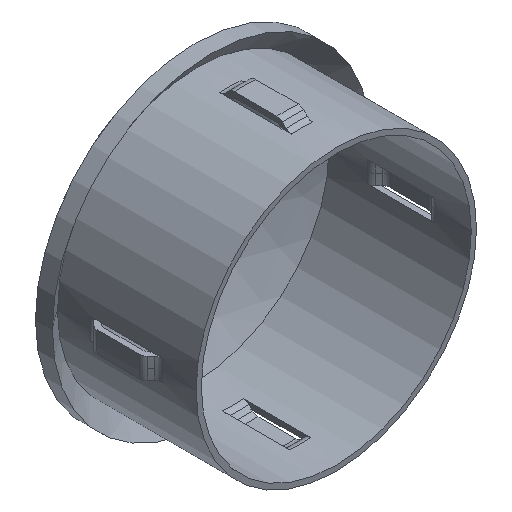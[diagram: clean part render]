
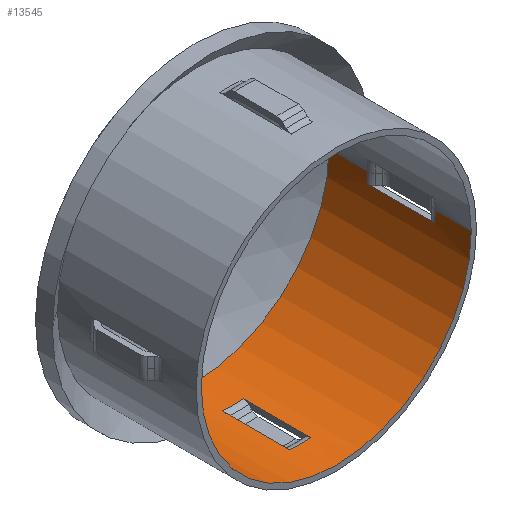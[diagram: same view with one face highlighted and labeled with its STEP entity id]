
A CAD part, isometric view. The second image highlights one B-rep face of the part: STEP entity #13545.
In plain terms, the highlighted cylindrical face has radius 25.5 mm (diameter 51 mm), a partial arc.
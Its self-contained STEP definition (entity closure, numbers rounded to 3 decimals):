
#103 = ORIENTED_EDGE ( 'NONE', *, *, #6443, .F. ) ;
#441 = CARTESIAN_POINT ( 'NONE',  ( 0., 26.875, 0. ) ) ;
#1067 = VECTOR ( 'NONE', #2085, 1000. ) ;
#1133 = EDGE_CURVE ( 'NONE', #8984, #9203, #8282, .T. ) ;
#1262 = DIRECTION ( 'NONE',  ( 0., -1., 0. ) ) ;
#1315 = VERTEX_POINT ( 'NONE', #8346 ) ;
#1330 = VERTEX_POINT ( 'NONE', #10792 ) ;
#1380 = AXIS2_PLACEMENT_3D ( 'NONE', #4170, #13992, #9791 ) ;
#1391 = DIRECTION ( 'NONE',  ( 0., -1., 0. ) ) ;
#1483 = ORIENTED_EDGE ( 'NONE', *, *, #2245, .T. ) ;
#1751 = EDGE_CURVE ( 'NONE', #1315, #7240, #6194, .T. ) ;
#1761 = LINE ( 'NONE', #6463, #1067 ) ;
#1913 = CARTESIAN_POINT ( 'NONE',  ( 0., 19.586, 0. ) ) ;
#1945 = CIRCLE ( 'NONE', #10013, 25.5 ) ;
#1979 = EDGE_CURVE ( 'NONE', #10433, #4960, #11145, .T. ) ;
#2054 = VECTOR ( 'NONE', #1391, 1000. ) ;
#2085 = DIRECTION ( 'NONE',  ( 0., -1., 0. ) ) ;
#2245 = EDGE_CURVE ( 'NONE', #10433, #13191, #13162, .T. ) ;
#2564 = AXIS2_PLACEMENT_3D ( 'NONE', #4182, #13907, #6278 ) ;
#2579 = DIRECTION ( 'NONE',  ( 0., -1., 0. ) ) ;
#2664 = VECTOR ( 'NONE', #9121, 1000. ) ;
#2716 = CARTESIAN_POINT ( 'NONE',  ( -2., 20., -25.421 ) ) ;
#3103 = ORIENTED_EDGE ( 'NONE', *, *, #1979, .F. ) ;
#3177 = DIRECTION ( 'NONE',  ( 0., -1., 0. ) ) ;
#3237 = VERTEX_POINT ( 'NONE', #3889 ) ;
#3304 = EDGE_CURVE ( 'NONE', #3317, #3237, #13812, .T. ) ;
#3313 = CARTESIAN_POINT ( 'NONE',  ( 25.5, 19.586, 0. ) ) ;
#3317 = VERTEX_POINT ( 'NONE', #9032 ) ;
#3350 = DIRECTION ( 'NONE',  ( 0., -1., 0. ) ) ;
#3433 = EDGE_CURVE ( 'NONE', #1330, #13082, #13650, .T. ) ;
#3575 = AXIS2_PLACEMENT_3D ( 'NONE', #1913, #12894, #9493 ) ;
#3661 = CARTESIAN_POINT ( 'NONE',  ( -25.5, 34.3, 0. ) ) ;
#3889 = CARTESIAN_POINT ( 'NONE',  ( 25.5, 26.875, 0. ) ) ;
#4013 = DIRECTION ( 'NONE',  ( 0., -1., 0. ) ) ;
#4159 = VECTOR ( 'NONE', #7602, 1000. ) ;
#4170 = CARTESIAN_POINT ( 'NONE',  ( 0., 6.829, 0. ) ) ;
#4182 = CARTESIAN_POINT ( 'NONE',  ( 0., 34.3, 0. ) ) ;
#4887 = ORIENTED_EDGE ( 'NONE', *, *, #9713, .F. ) ;
#4941 = ORIENTED_EDGE ( 'NONE', *, *, #12349, .F. ) ;
#4960 = VERTEX_POINT ( 'NONE', #12154 ) ;
#4985 = CARTESIAN_POINT ( 'NONE',  ( -25.5, 0., 0. ) ) ;
#5043 = ORIENTED_EDGE ( 'NONE', *, *, #8192, .T. ) ;
#5133 = LINE ( 'NONE', #13613, #10928 ) ;
#5246 = CARTESIAN_POINT ( 'NONE',  ( 0., 0., 0. ) ) ;
#5287 = DIRECTION ( 'NONE',  ( 1., 0., 0. ) ) ;
#5325 = CARTESIAN_POINT ( 'NONE',  ( 0., 19.586, 0. ) ) ;
#5412 = ORIENTED_EDGE ( 'NONE', *, *, #11417, .F. ) ;
#5641 = CYLINDRICAL_SURFACE ( 'NONE', #2564, 25.5 ) ;
#5810 = ORIENTED_EDGE ( 'NONE', *, *, #1751, .T. ) ;
#5857 = CARTESIAN_POINT ( 'NONE',  ( 25.5, 0., 0. ) ) ;
#5924 = EDGE_LOOP ( 'NONE', ( #7914, #11100, #11126, #10999, #4941, #5810, #11589, #4887, #103, #3103, #1483, #10088 ) ) ;
#6165 = EDGE_CURVE ( 'NONE', #3237, #13191, #11690, .T. ) ;
#6194 = LINE ( 'NONE', #6401, #4159 ) ;
#6259 = DIRECTION ( 'NONE',  ( 1., 0., 0. ) ) ;
#6278 = DIRECTION ( 'NONE',  ( 1., 0., 0. ) ) ;
#6401 = CARTESIAN_POINT ( 'NONE',  ( -25.5, 34.3, 0. ) ) ;
#6443 = EDGE_CURVE ( 'NONE', #4960, #12222, #7601, .T. ) ;
#6463 = CARTESIAN_POINT ( 'NONE',  ( -25.421, 20., -2. ) ) ;
#6521 = DIRECTION ( 'NONE',  ( 1., 0., 0. ) ) ;
#6637 = CARTESIAN_POINT ( 'NONE',  ( -2., 6.829, -25.421 ) ) ;
#6675 = LINE ( 'NONE', #3661, #2054 ) ;
#6978 = DIRECTION ( 'NONE',  ( 1., 0., 0. ) ) ;
#7064 = CARTESIAN_POINT ( 'NONE',  ( 2., 19.586, -25.421 ) ) ;
#7161 = DIRECTION ( 'NONE',  ( 0., -1., 0. ) ) ;
#7240 = VERTEX_POINT ( 'NONE', #4985 ) ;
#7459 = CARTESIAN_POINT ( 'NONE',  ( -25.421, 19.586, -2. ) ) ;
#7501 = VERTEX_POINT ( 'NONE', #7064 ) ;
#7504 = DIRECTION ( 'NONE',  ( 0., -1., 0. ) ) ;
#7601 = CIRCLE ( 'NONE', #9431, 25.5 ) ;
#7602 = DIRECTION ( 'NONE',  ( 0., -1., 0. ) ) ;
#7822 = AXIS2_PLACEMENT_3D ( 'NONE', #10731, #7504, #6259 ) ;
#7914 = ORIENTED_EDGE ( 'NONE', *, *, #3304, .F. ) ;
#8015 = CARTESIAN_POINT ( 'NONE',  ( -25.5, 19.586, 0. ) ) ;
#8192 = EDGE_CURVE ( 'NONE', #1330, #7501, #1945, .T. ) ;
#8196 = VERTEX_POINT ( 'NONE', #12888 ) ;
#8214 = AXIS2_PLACEMENT_3D ( 'NONE', #5246, #9637, #5287 ) ;
#8282 = CIRCLE ( 'NONE', #3575, 25.5 ) ;
#8346 = CARTESIAN_POINT ( 'NONE',  ( -25.5, 6.829, 0. ) ) ;
#8592 = CARTESIAN_POINT ( 'NONE',  ( 25.5, 6.829, 0. ) ) ;
#8648 = CIRCLE ( 'NONE', #1380, 25.5 ) ;
#8711 = FACE_BOUND ( 'NONE', #9033, .T. ) ;
#8753 = VECTOR ( 'NONE', #10019, 1000. ) ;
#8950 = VECTOR ( 'NONE', #1262, 1000. ) ;
#8984 = VERTEX_POINT ( 'NONE', #8015 ) ;
#9032 = CARTESIAN_POINT ( 'NONE',  ( -25.5, 26.875, 0. ) ) ;
#9033 = EDGE_LOOP ( 'NONE', ( #5412, #9077, #5043, #11630 ) ) ;
#9077 = ORIENTED_EDGE ( 'NONE', *, *, #3433, .F. ) ;
#9121 = DIRECTION ( 'NONE',  ( 0., -1., 0. ) ) ;
#9203 = VERTEX_POINT ( 'NONE', #7459 ) ;
#9408 = DIRECTION ( 'NONE',  ( 1., 0., 0. ) ) ;
#9431 = AXIS2_PLACEMENT_3D ( 'NONE', #12687, #4013, #9408 ) ;
#9493 = DIRECTION ( 'NONE',  ( 1., 0., 0. ) ) ;
#9597 = EDGE_CURVE ( 'NONE', #7240, #13264, #10947, .T. ) ;
#9637 = DIRECTION ( 'NONE',  ( 0., -1., 0. ) ) ;
#9713 = EDGE_CURVE ( 'NONE', #12222, #13264, #11969, .T. ) ;
#9791 = DIRECTION ( 'NONE',  ( 1., 0., 0. ) ) ;
#9937 = CARTESIAN_POINT ( 'NONE',  ( 2., 6.829, -25.421 ) ) ;
#9981 = EDGE_CURVE ( 'NONE', #9203, #8196, #1761, .T. ) ;
#10007 = CARTESIAN_POINT ( 'NONE',  ( 25.5, 34.3, 0. ) ) ;
#10013 = AXIS2_PLACEMENT_3D ( 'NONE', #5325, #3350, #10988 ) ;
#10019 = DIRECTION ( 'NONE',  ( 0., -1., 0. ) ) ;
#10088 = ORIENTED_EDGE ( 'NONE', *, *, #6165, .F. ) ;
#10433 = VERTEX_POINT ( 'NONE', #10577 ) ;
#10566 = AXIS2_PLACEMENT_3D ( 'NONE', #11944, #3177, #6521 ) ;
#10577 = CARTESIAN_POINT ( 'NONE',  ( 25.421, 19.586, -2. ) ) ;
#10702 = AXIS2_PLACEMENT_3D ( 'NONE', #441, #2579, #6978 ) ;
#10731 = CARTESIAN_POINT ( 'NONE',  ( 0., 19.586, 0. ) ) ;
#10792 = CARTESIAN_POINT ( 'NONE',  ( -2., 19.586, -25.421 ) ) ;
#10928 = VECTOR ( 'NONE', #12565, 1000. ) ;
#10947 = CIRCLE ( 'NONE', #8214, 25.5 ) ;
#10988 = DIRECTION ( 'NONE',  ( 1., 0., 0. ) ) ;
#10999 = ORIENTED_EDGE ( 'NONE', *, *, #9981, .T. ) ;
#11100 = ORIENTED_EDGE ( 'NONE', *, *, #13676, .T. ) ;
#11108 = CIRCLE ( 'NONE', #10566, 25.5 ) ;
#11126 = ORIENTED_EDGE ( 'NONE', *, *, #1133, .T. ) ;
#11145 = LINE ( 'NONE', #12060, #8950 ) ;
#11417 = EDGE_CURVE ( 'NONE', #13082, #12484, #11108, .T. ) ;
#11589 = ORIENTED_EDGE ( 'NONE', *, *, #9597, .T. ) ;
#11630 = ORIENTED_EDGE ( 'NONE', *, *, #12605, .T. ) ;
#11690 = LINE ( 'NONE', #10007, #2664 ) ;
#11944 = CARTESIAN_POINT ( 'NONE',  ( 0., 6.829, 0. ) ) ;
#11969 = LINE ( 'NONE', #12053, #8753 ) ;
#12053 = CARTESIAN_POINT ( 'NONE',  ( 25.5, 34.3, 0. ) ) ;
#12060 = CARTESIAN_POINT ( 'NONE',  ( 25.421, 20., -2. ) ) ;
#12154 = CARTESIAN_POINT ( 'NONE',  ( 25.421, 6.829, -2. ) ) ;
#12222 = VERTEX_POINT ( 'NONE', #8592 ) ;
#12349 = EDGE_CURVE ( 'NONE', #1315, #8196, #8648, .T. ) ;
#12484 = VERTEX_POINT ( 'NONE', #9937 ) ;
#12565 = DIRECTION ( 'NONE',  ( 0., -1., 0. ) ) ;
#12605 = EDGE_CURVE ( 'NONE', #7501, #12484, #5133, .T. ) ;
#12687 = CARTESIAN_POINT ( 'NONE',  ( 0., 6.829, 0. ) ) ;
#12888 = CARTESIAN_POINT ( 'NONE',  ( -25.421, 6.829, -2. ) ) ;
#12894 = DIRECTION ( 'NONE',  ( 0., -1., 0. ) ) ;
#13082 = VERTEX_POINT ( 'NONE', #6637 ) ;
#13162 = CIRCLE ( 'NONE', #7822, 25.5 ) ;
#13191 = VERTEX_POINT ( 'NONE', #3313 ) ;
#13264 = VERTEX_POINT ( 'NONE', #5857 ) ;
#13321 = VECTOR ( 'NONE', #7161, 1000. ) ;
#13545 = ADVANCED_FACE ( 'NONE', ( #8711, #13945 ), #5641, .F. ) ;
#13613 = CARTESIAN_POINT ( 'NONE',  ( 2., 20., -25.421 ) ) ;
#13650 = LINE ( 'NONE', #2716, #13321 ) ;
#13676 = EDGE_CURVE ( 'NONE', #3317, #8984, #6675, .T. ) ;
#13812 = CIRCLE ( 'NONE', #10702, 25.5 ) ;
#13907 = DIRECTION ( 'NONE',  ( 0., -1., 0. ) ) ;
#13945 = FACE_OUTER_BOUND ( 'NONE', #5924, .T. ) ;
#13992 = DIRECTION ( 'NONE',  ( 0., -1., 0. ) ) ;
